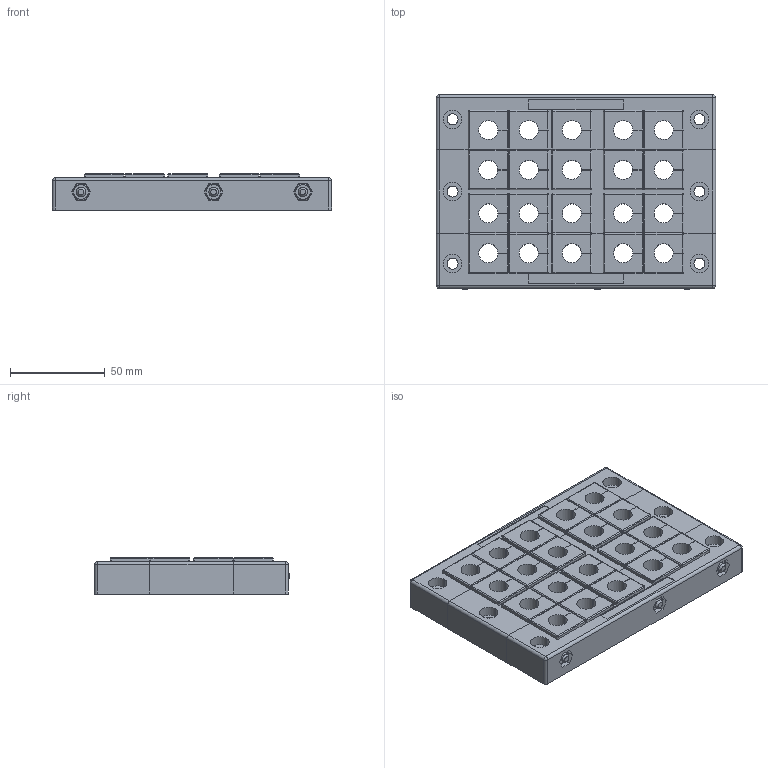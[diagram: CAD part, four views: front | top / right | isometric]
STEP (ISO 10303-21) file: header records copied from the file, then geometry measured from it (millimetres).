
FILE_DESCRIPTION(('STEP AP242'),'1');
FILE_NAME('42232.stp','2018-11-23T10:59:48',('TraceParts'),('TraceParts S.A.'),'Spatial InterOp 3D',' ',' ');
FILE_SCHEMA(('AP242_MANAGED_MODEL_BASED_3D_ENGINEERING_MIM_LF {1 0 10303 442 1 1 4}'));
Length unit declared in the file: millimetre
Products named in the file (1): 42232_1
Bounding box: 147 x 102.5 x 19 mm (x, y, z)
Volume: 248944.4 mm3; surface area: 119628.3 mm2
Topology: 29 solids, 29 shells, 946 faces, 2364 edges, 1412 vertices
Faces by surface type: plane 510, cylinder 316, sphere 84, cone 30, torus 6
Entity records: 27457 total; most frequent: CARTESIAN_POINT 4901, DIRECTION 4814, ORIENTED_EDGE 4560, EDGE_CURVE 2280, AXIS2_PLACEMENT_3D 1613, LINE 1588, VECTOR 1588, VERTEX_POINT 1412
